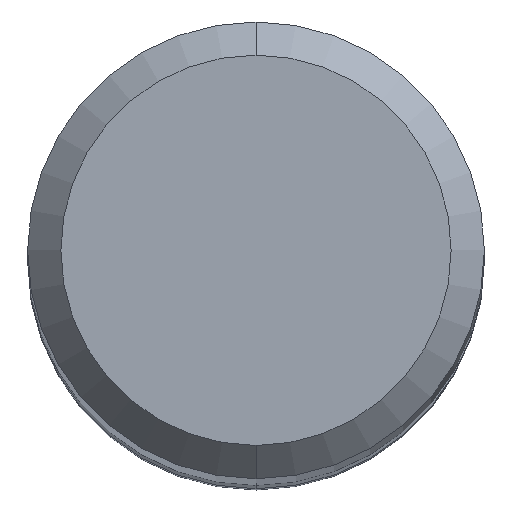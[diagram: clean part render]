
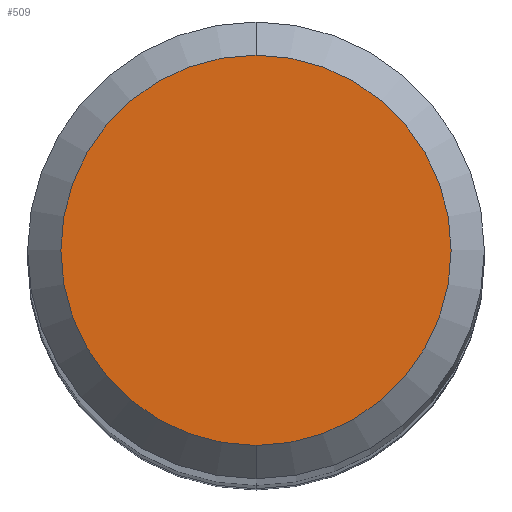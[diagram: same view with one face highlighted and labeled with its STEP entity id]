
A CAD part, top view. The second image highlights one B-rep face of the part: STEP entity #509.
In plain terms, the highlighted planar face has unit normal (0, 0, 1).
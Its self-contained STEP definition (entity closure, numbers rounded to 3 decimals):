
#307=VERTEX_POINT('',#706);
#311=EDGE_CURVE('',#517,#307,#710,.T.);
#393=EDGE_CURVE('',#307,#517,#798,.T.);
#509=ADVANCED_FACE('',(#930),#931,.T.);
#517=VERTEX_POINT('',#941);
#706=CARTESIAN_POINT('',(0.0,2.35,0.0));
#710=CIRCLE('',#1185,2.35);
#798=CIRCLE('',#1360,2.35);
#930=FACE_OUTER_BOUND('',#1573,.T.);
#931=PLANE('',#1574);
#941=CARTESIAN_POINT('',(0.,-2.35,0.0));
#1185=AXIS2_PLACEMENT_3D('',#1916,#1917,#1918);
#1360=AXIS2_PLACEMENT_3D('',#1995,#1996,#1997);
#1573=EDGE_LOOP('',(#2169,#2170));
#1574=AXIS2_PLACEMENT_3D('',#2171,#2172,#2173);
#1916=CARTESIAN_POINT('',(0.0,0.0,0.0));
#1917=DIRECTION('',(0.0,0.0,-1.0));
#1918=DIRECTION('',(0.0,1.0,0.0));
#1995=CARTESIAN_POINT('',(0.0,0.0,0.0));
#1996=DIRECTION('',(0.0,0.0,-1.0));
#1997=DIRECTION('',(0.0,1.0,0.0));
#2169=ORIENTED_EDGE('',*,*,#393,.F.);
#2170=ORIENTED_EDGE('',*,*,#311,.F.);
#2171=CARTESIAN_POINT('',(0.0,1.175,0.0));
#2172=DIRECTION('',(-0.0,0.0,1.0));
#2173=DIRECTION('',(0.0,-1.0,0.0));
